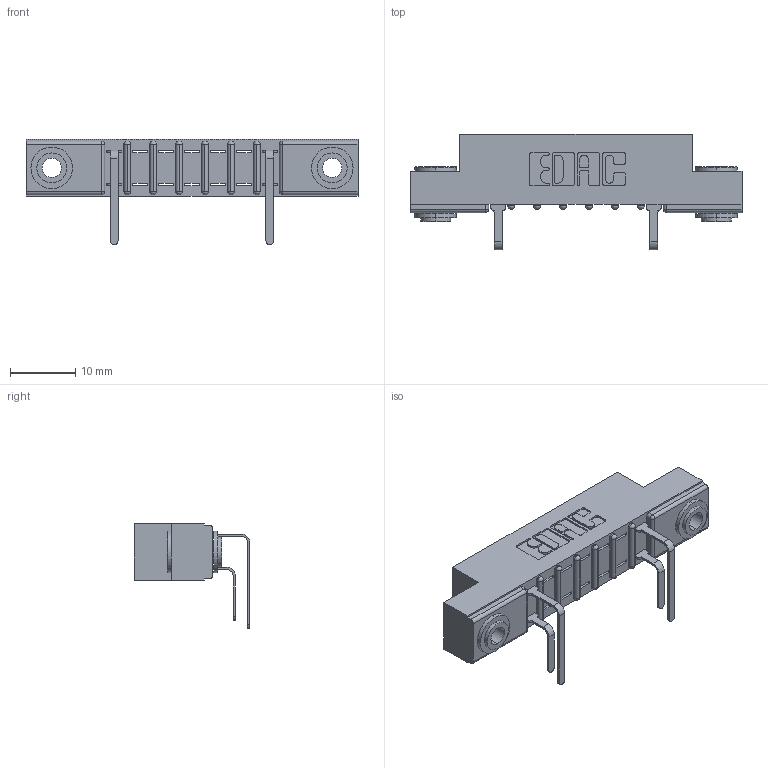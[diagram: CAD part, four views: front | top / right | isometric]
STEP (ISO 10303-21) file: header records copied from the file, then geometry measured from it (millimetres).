
FILE_DESCRIPTION (( 'STEP AP203' ), '1' );
FILE_NAME ('307-014-559-203.STEP', '2018-08-03T01:37:41', ( '' ), ( '' ), 'SwSTEP 2.0', 'SolidWorks 2016', '' );
FILE_SCHEMA (( 'CONFIG_CONTROL_DESIGN' ));
Length unit declared in the file: inch
Products named in the file (5): 307 Part_.156 Dia Mounting Holes; 307-290-001_558 559 - 1 (Single); 307-290-001_559 - 2 (Single); 345-250-002_345-250-002-102; 307-014-559-203
Assembly tree (7 placements, depth 2):
  307-014-559-203
    307 Part_.156 Dia Mounting Holes
    307-290-001_558 559 - 1 (Single)  x2
    307-290-001_559 - 2 (Single)  x2
    345-250-002_345-250-002-102  x2
Bounding box: 50.75 x 17.69 x 16.08 mm (x, y, z)
Volume: 3210.8 mm3; surface area: 4471.3 mm2
Topology: 7 solids, 7 shells, 478 faces, 1323 edges, 850 vertices
Faces by surface type: plane 286, cylinder 168, sphere 16, cone 8
Entity records: 12732 total; most frequent: CARTESIAN_POINT 2120, ORIENTED_EDGE 2098, DIRECTION 2095, EDGE_CURVE 1049, VECTOR 781, LINE 781, VERTEX_POINT 682, AXIS2_PLACEMENT_3D 657
